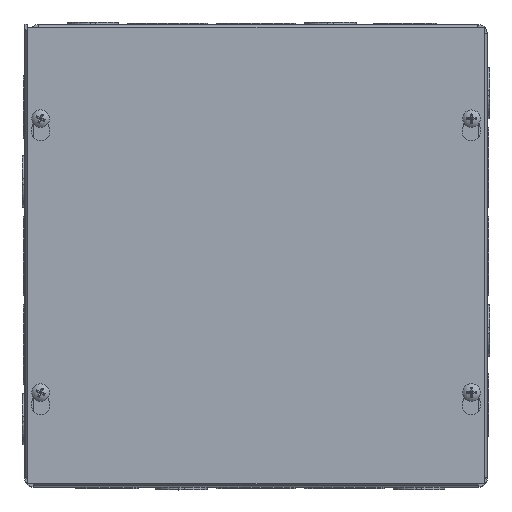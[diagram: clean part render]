
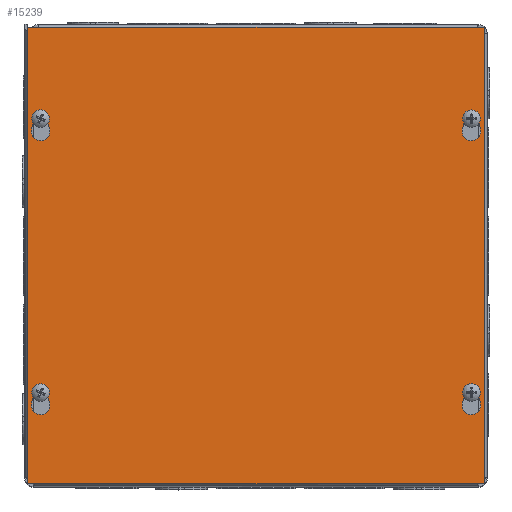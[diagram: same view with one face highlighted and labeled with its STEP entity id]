
A CAD part, top view. The second image highlights one B-rep face of the part: STEP entity #15239.
In plain terms, the highlighted planar face has unit normal (0, 0, 1).
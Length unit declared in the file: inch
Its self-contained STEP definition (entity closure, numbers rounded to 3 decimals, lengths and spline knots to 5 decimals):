
#1655=LINE($,#25465,#3130);
#1659=LINE($,#25475,#3134);
#1662=LINE($,#25483,#3137);
#1666=LINE($,#25495,#3141);
#1671=LINE($,#25513,#3146);
#1675=LINE($,#25523,#3150);
#1678=LINE($,#25531,#3153);
#1682=LINE($,#25543,#3157);
#1684=LINE($,#25551,#3159);
#1688=LINE($,#25559,#3163);
#1691=LINE($,#25565,#3166);
#1694=LINE($,#25570,#3169);
#3130=VECTOR($,#19960,0.26996);
#3134=VECTOR($,#19972,0.26996);
#3137=VECTOR($,#19977,0.26996);
#3141=VECTOR($,#19989,0.26996);
#3146=VECTOR($,#20008,0.26996);
#3150=VECTOR($,#20020,0.26996);
#3153=VECTOR($,#20025,0.26996);
#3157=VECTOR($,#20037,0.26996);
#3159=VECTOR($,#20047,10.);
#3163=VECTOR($,#20053,10.);
#3166=VECTOR($,#20058,10.);
#3169=VECTOR($,#20063,10.);
#3717=PLANE($,#16365);
#4146=FACE_BOUND($,#5900,.T.);
#4147=FACE_BOUND($,#5901,.T.);
#4148=FACE_BOUND($,#5902,.T.);
#4149=FACE_BOUND($,#5903,.T.);
#4150=FACE_BOUND($,#5904,.T.);
#5900=EDGE_LOOP($,(#13417,#13418,#13419,#13420));
#5901=EDGE_LOOP($,(#13421,#13422,#13423,#13424));
#5902=EDGE_LOOP($,(#13425,#13426,#13427,#13428));
#5903=EDGE_LOOP($,(#13429,#13430,#13431,#13432));
#5904=EDGE_LOOP($,(#13433,#13434,#13435,#13436));
#6251=CIRCLE($,#16331,0.203);
#6253=CIRCLE($,#16335,0.125);
#6255=CIRCLE($,#16340,0.125);
#6257=CIRCLE($,#16344,0.203);
#6259=CIRCLE($,#16347,0.203);
#6261=CIRCLE($,#16351,0.125);
#6263=CIRCLE($,#16356,0.125);
#6265=CIRCLE($,#16360,0.203);
#7474=VERTEX_POINT($,#25456);
#7475=VERTEX_POINT($,#25458);
#7477=VERTEX_POINT($,#25464);
#7479=VERTEX_POINT($,#25470);
#7482=VERTEX_POINT($,#25480);
#7483=VERTEX_POINT($,#25482);
#7485=VERTEX_POINT($,#25488);
#7487=VERTEX_POINT($,#25494);
#7490=VERTEX_POINT($,#25504);
#7491=VERTEX_POINT($,#25506);
#7493=VERTEX_POINT($,#25512);
#7495=VERTEX_POINT($,#25518);
#7498=VERTEX_POINT($,#25528);
#7499=VERTEX_POINT($,#25530);
#7501=VERTEX_POINT($,#25536);
#7503=VERTEX_POINT($,#25542);
#7504=VERTEX_POINT($,#25549);
#7505=VERTEX_POINT($,#25550);
#7508=VERTEX_POINT($,#25558);
#7510=VERTEX_POINT($,#25564);
#9380=EDGE_CURVE($,#7475,#7474,#6251,.T.);
#9383=EDGE_CURVE($,#7477,#7475,#1655,.T.);
#9386=EDGE_CURVE($,#7479,#7477,#6253,.T.);
#9389=EDGE_CURVE($,#7474,#7479,#1659,.T.);
#9392=EDGE_CURVE($,#7483,#7482,#1662,.T.);
#9395=EDGE_CURVE($,#7485,#7483,#6255,.T.);
#9398=EDGE_CURVE($,#7487,#7485,#1666,.T.);
#9401=EDGE_CURVE($,#7482,#7487,#6257,.T.);
#9404=EDGE_CURVE($,#7491,#7490,#6259,.T.);
#9407=EDGE_CURVE($,#7493,#7491,#1671,.T.);
#9410=EDGE_CURVE($,#7495,#7493,#6261,.T.);
#9413=EDGE_CURVE($,#7490,#7495,#1675,.T.);
#9416=EDGE_CURVE($,#7499,#7498,#1678,.T.);
#9419=EDGE_CURVE($,#7501,#7499,#6263,.T.);
#9422=EDGE_CURVE($,#7503,#7501,#1682,.T.);
#9425=EDGE_CURVE($,#7498,#7503,#6265,.T.);
#9426=EDGE_CURVE($,#7504,#7505,#1684,.T.);
#9430=EDGE_CURVE($,#7505,#7508,#1688,.T.);
#9433=EDGE_CURVE($,#7508,#7510,#1691,.T.);
#9436=EDGE_CURVE($,#7510,#7504,#1694,.T.);
#13417=ORIENTED_EDGE($,*,*,#9380,.T.);
#13418=ORIENTED_EDGE($,*,*,#9389,.T.);
#13419=ORIENTED_EDGE($,*,*,#9386,.T.);
#13420=ORIENTED_EDGE($,*,*,#9383,.T.);
#13421=ORIENTED_EDGE($,*,*,#9392,.T.);
#13422=ORIENTED_EDGE($,*,*,#9401,.T.);
#13423=ORIENTED_EDGE($,*,*,#9398,.T.);
#13424=ORIENTED_EDGE($,*,*,#9395,.T.);
#13425=ORIENTED_EDGE($,*,*,#9404,.T.);
#13426=ORIENTED_EDGE($,*,*,#9413,.T.);
#13427=ORIENTED_EDGE($,*,*,#9410,.T.);
#13428=ORIENTED_EDGE($,*,*,#9407,.T.);
#13429=ORIENTED_EDGE($,*,*,#9416,.T.);
#13430=ORIENTED_EDGE($,*,*,#9425,.T.);
#13431=ORIENTED_EDGE($,*,*,#9422,.T.);
#13432=ORIENTED_EDGE($,*,*,#9419,.T.);
#13433=ORIENTED_EDGE($,*,*,#9426,.F.);
#13434=ORIENTED_EDGE($,*,*,#9436,.F.);
#13435=ORIENTED_EDGE($,*,*,#9433,.F.);
#13436=ORIENTED_EDGE($,*,*,#9430,.F.);
#15239=ADVANCED_FACE($,(#4146,#4147,#4148,#4149,#4150),#3717,.T.);
#16331=AXIS2_PLACEMENT_3D($,#25459,#19954,#19955);
#16335=AXIS2_PLACEMENT_3D($,#25471,#19966,#19967);
#16340=AXIS2_PLACEMENT_3D($,#25489,#19983,#19984);
#16344=AXIS2_PLACEMENT_3D($,#25499,#19995,#19996);
#16347=AXIS2_PLACEMENT_3D($,#25507,#20002,#20003);
#16351=AXIS2_PLACEMENT_3D($,#25519,#20014,#20015);
#16356=AXIS2_PLACEMENT_3D($,#25537,#20031,#20032);
#16360=AXIS2_PLACEMENT_3D($,#25547,#20043,#20044);
#16365=AXIS2_PLACEMENT_3D($,#25572,#20065,#20066);
#19954=DIRECTION('center_axis',(0.,0.,-1.));
#19955=DIRECTION('ref_axis',(-0.961,0.278,0.));
#19960=DIRECTION($,(0.278,-0.961,0.));
#19966=DIRECTION('center_axis',(0.,0.,-1.));
#19967=DIRECTION('ref_axis',(0.961,0.278,0.));
#19972=DIRECTION($,(0.278,0.961,0.));
#19977=DIRECTION($,(0.278,-0.961,0.));
#19983=DIRECTION('center_axis',(0.,0.,-1.));
#19984=DIRECTION('ref_axis',(0.961,0.278,0.));
#19989=DIRECTION($,(0.278,0.961,0.));
#19995=DIRECTION('center_axis',(0.,0.,-1.));
#19996=DIRECTION('ref_axis',(-0.961,0.278,0.));
#20002=DIRECTION('center_axis',(0.,0.,-1.));
#20003=DIRECTION('ref_axis',(-0.961,0.278,0.));
#20008=DIRECTION($,(0.278,-0.961,0.));
#20014=DIRECTION('center_axis',(0.,0.,-1.));
#20015=DIRECTION('ref_axis',(0.961,0.278,0.));
#20020=DIRECTION($,(0.278,0.961,0.));
#20025=DIRECTION($,(0.278,-0.961,0.));
#20031=DIRECTION('center_axis',(0.,0.,-1.));
#20032=DIRECTION('ref_axis',(0.961,0.278,0.));
#20037=DIRECTION($,(0.278,0.961,0.));
#20043=DIRECTION('center_axis',(0.,0.,-1.));
#20044=DIRECTION('ref_axis',(-0.961,0.278,0.));
#20047=DIRECTION($,(0.,-1.,0.));
#20053=DIRECTION($,(-1.,0.,0.));
#20058=DIRECTION($,(0.,1.,0.));
#20063=DIRECTION($,(1.,0.,0.));
#20065=DIRECTION('center_axis',(0.,0.,1.));
#20066=DIRECTION('ref_axis',(1.,0.,0.));
#25456=CARTESIAN_POINT('',(4.52373,-3.22465,0.062));
#25458=CARTESIAN_POINT('',(4.91377,-3.22465,0.062));
#25459=CARTESIAN_POINT('Origin',(4.71875,-3.281,0.062));
#25464=CARTESIAN_POINT('',(4.83884,-2.9653,0.062));
#25465=CARTESIAN_POINT($,(4.29451,-1.08137,0.062));
#25470=CARTESIAN_POINT('',(4.59866,-2.9653,0.062));
#25471=CARTESIAN_POINT('Origin',(4.71875,-3.,0.062));
#25475=CARTESIAN_POINT($,(4.81688,-2.21006,0.062));
#25480=CARTESIAN_POINT('',(-4.52373,-3.22465,0.062));
#25482=CARTESIAN_POINT('',(-4.59866,-2.9653,0.062));
#25483=CARTESIAN_POINT($,(-4.77941,-2.33973,0.062));
#25488=CARTESIAN_POINT('',(-4.83884,-2.9653,0.062));
#25489=CARTESIAN_POINT('Origin',(-4.71875,-3.,0.062));
#25494=CARTESIAN_POINT('',(-4.91377,-3.22465,0.062));
#25495=CARTESIAN_POINT($,(-4.25704,-0.9517,0.062));
#25499=CARTESIAN_POINT('Origin',(-4.71875,-3.281,0.062));
#25504=CARTESIAN_POINT('',(4.52373,2.77535,0.062));
#25506=CARTESIAN_POINT('',(4.91377,2.77535,0.062));
#25507=CARTESIAN_POINT('Origin',(4.71875,2.719,0.062));
#25512=CARTESIAN_POINT('',(4.83884,3.0347,0.062));
#25513=CARTESIAN_POINT($,(5.09452,2.14978,0.062));
#25518=CARTESIAN_POINT('',(4.59866,3.0347,0.062));
#25519=CARTESIAN_POINT('Origin',(4.71875,3.,0.062));
#25523=CARTESIAN_POINT($,(4.01686,1.02109,0.062));
#25528=CARTESIAN_POINT('',(-4.52373,2.77535,0.062));
#25530=CARTESIAN_POINT('',(-4.59866,3.0347,0.062));
#25531=CARTESIAN_POINT($,(-3.9794,0.89142,0.062));
#25536=CARTESIAN_POINT('',(-4.83884,3.0347,0.062));
#25537=CARTESIAN_POINT('Origin',(-4.71875,3.,0.062));
#25542=CARTESIAN_POINT('',(-4.91377,2.77535,0.062));
#25543=CARTESIAN_POINT($,(-5.05705,2.27945,0.062));
#25547=CARTESIAN_POINT('Origin',(-4.71875,2.719,0.062));
#25549=CARTESIAN_POINT('',(5.,5.,0.062));
#25550=CARTESIAN_POINT('',(5.,-5.,0.062));
#25551=CARTESIAN_POINT($,(5.,5.,0.062));
#25558=CARTESIAN_POINT('',(-5.,-5.,0.062));
#25559=CARTESIAN_POINT($,(5.,-5.,0.062));
#25564=CARTESIAN_POINT('',(-5.,5.,0.062));
#25565=CARTESIAN_POINT($,(-5.,-5.,0.062));
#25570=CARTESIAN_POINT($,(-5.,5.,0.062));
#25572=CARTESIAN_POINT('Origin',(0.,0.,
0.062));
